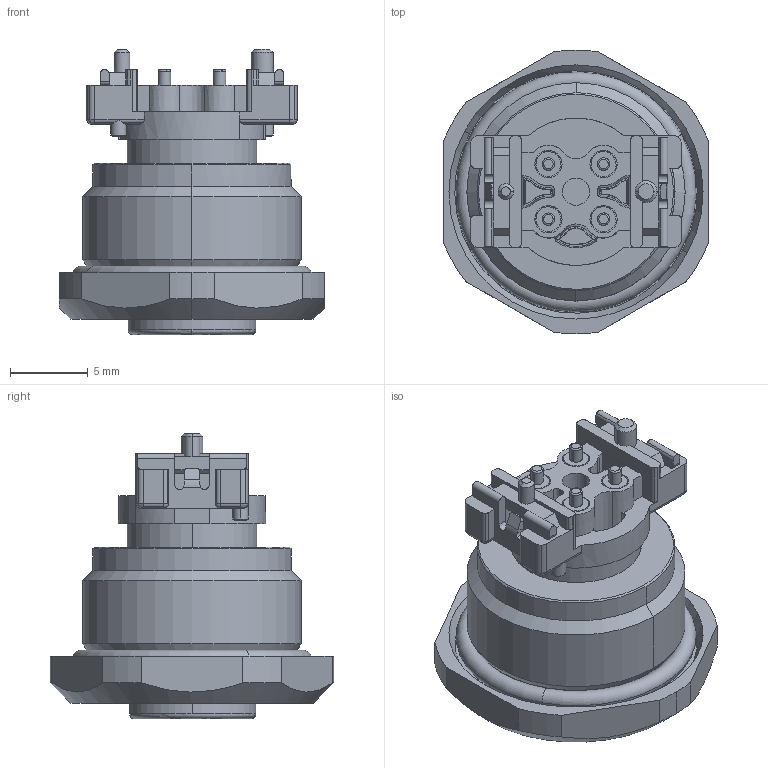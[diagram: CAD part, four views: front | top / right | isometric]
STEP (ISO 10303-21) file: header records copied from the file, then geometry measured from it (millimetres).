
FILE_DESCRIPTION(('CATIA V5R24 STEP','CAx-IF Rec.Pracs.--- Model Styling and Organization---1.2---2011-12-15'),'2;1');
FILE_NAME ('D1461850_0_2423020000_2423020000.stp','2017-08-29T12:11:20+00:00',('none'),('Weidmueller'),'CATIA Version 5-6 Release 2014 SP4 HF52','CATIA V5 STEP AP214','none');
FILE_SCHEMA(('AUTOMOTIVE_DESIGN { 1 0 10303 214 1 1 1 1 }'));
Length unit declared in the file: millimetre
Products named in the file (1): 2423020000
Bounding box: 17 x 18.2 x 18.3 mm (x, y, z)
Volume: 1637.7 mm3; surface area: 3385.9 mm2
Topology: 5 solids, 5 shells, 704 faces, 1920 edges, 1257 vertices
Faces by surface type: cylinder 240, plane 206, cone 100, bspline 67, extrusion 65, torus 22, sphere 4
Entity records: 24471 total; most frequent: CARTESIAN_POINT 8300, ORIENTED_EDGE 3812, DIRECTION 2410, EDGE_CURVE 1906, VERTEX_POINT 1257, AXIS2_PLACEMENT_3D 1066, VECTOR 880, LINE 815
